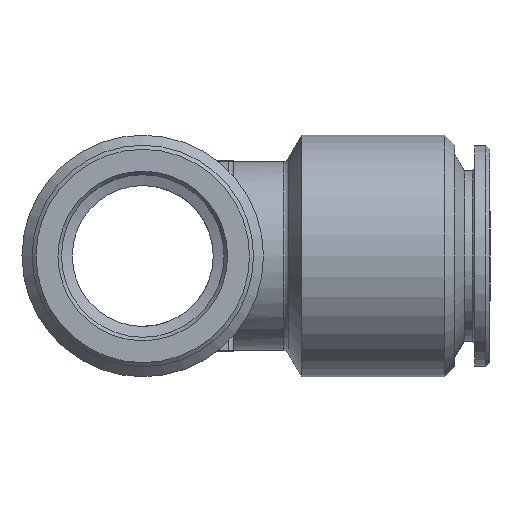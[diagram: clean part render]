
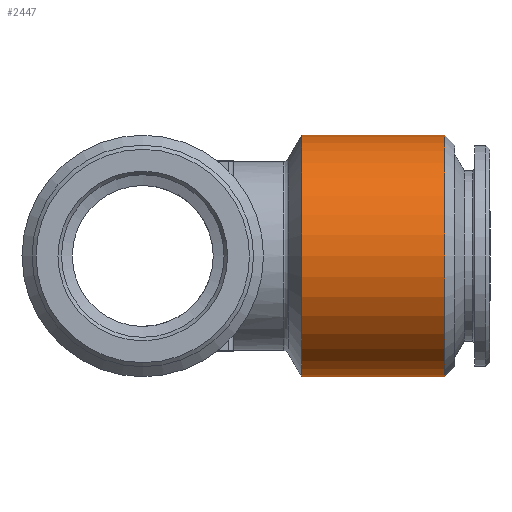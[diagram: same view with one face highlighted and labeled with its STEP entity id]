
A CAD part, left-side view. The second image highlights one B-rep face of the part: STEP entity #2447.
In plain terms, the highlighted cylindrical face has radius 12 mm (diameter 24 mm), a full revolution.
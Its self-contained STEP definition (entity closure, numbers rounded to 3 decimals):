
#234=CYLINDRICAL_SURFACE('',#2666,12.);
#667=ORIENTED_EDGE('',*,*,#903,.T.);
#668=ORIENTED_EDGE('',*,*,#913,.T.);
#903=EDGE_CURVE('',#1051,#1051,#1161,.T.);
#913=EDGE_CURVE('',#1061,#1061,#1169,.T.);
#1051=VERTEX_POINT('',#3903);
#1061=VERTEX_POINT('',#3931);
#1161=CIRCLE('',#2649,12.);
#1169=CIRCLE('',#2667,12.);
#1304=EDGE_LOOP('',(#667));
#1305=EDGE_LOOP('',(#668));
#1470=FACE_BOUND('',#1304,.T.);
#1471=FACE_BOUND('',#1305,.T.);
#2447=ADVANCED_FACE('',(#1470,#1471),#234,.T.);
#2649=AXIS2_PLACEMENT_3D('',#3902,#3129,#3130);
#2666=AXIS2_PLACEMENT_3D('',#3929,#3163,#3164);
#2667=AXIS2_PLACEMENT_3D('',#3930,#3165,#3166);
#3129=DIRECTION('',(0.,-1.,0.));
#3130=DIRECTION('',(1.,0.,0.));
#3163=DIRECTION('',(0.,1.,0.));
#3164=DIRECTION('',(0.,0.,1.));
#3165=DIRECTION('',(0.,1.,0.));
#3166=DIRECTION('',(0.,0.,1.));
#3902=CARTESIAN_POINT('',(0.,-15.79,0.));
#3903=CARTESIAN_POINT('',(12.,-15.79,0.));
#3929=CARTESIAN_POINT('',(0.,0.,0.));
#3930=CARTESIAN_POINT('',(0.,-30.,0.));
#3931=CARTESIAN_POINT('',(0.,-30.,12.));
